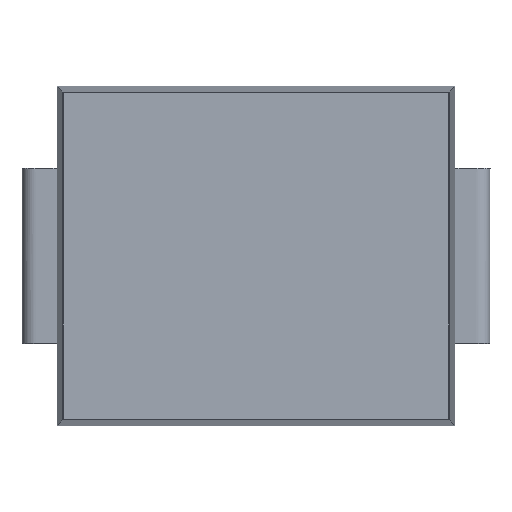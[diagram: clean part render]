
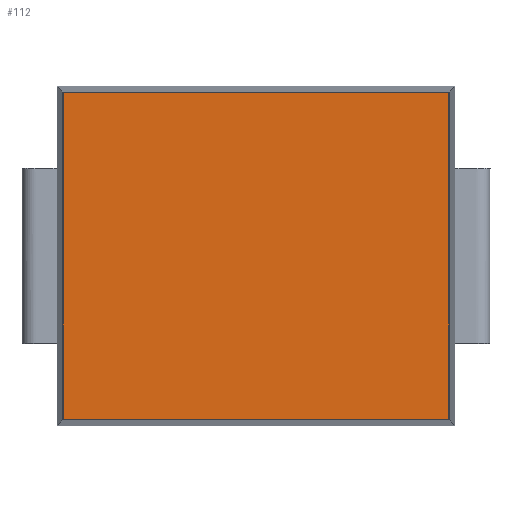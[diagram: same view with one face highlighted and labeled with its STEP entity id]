
A CAD part, top view. The second image highlights one B-rep face of the part: STEP entity #112.
In plain terms, the highlighted free-form (B-spline) face has degree [1, 1] with [2, 2] control points.
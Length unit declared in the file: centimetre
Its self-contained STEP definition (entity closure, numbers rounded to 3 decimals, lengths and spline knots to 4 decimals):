
#112=ADVANCED_FACE('',(#208),#996,.T.);
#208=FACE_OUTER_BOUND('',#304,.T.);
#304=EDGE_LOOP('',(#665,#666,#667,#668));
#665=ORIENTED_EDGE('',*,*,#857,.T.);
#666=ORIENTED_EDGE('',*,*,#858,.T.);
#667=ORIENTED_EDGE('',*,*,#859,.T.);
#668=ORIENTED_EDGE('',*,*,#860,.T.);
#857=EDGE_CURVE('',#965,#966,#1217,.T.);
#858=EDGE_CURVE('',#966,#967,#1218,.T.);
#859=EDGE_CURVE('',#967,#968,#1219,.T.);
#860=EDGE_CURVE('',#968,#965,#1220,.T.);
#965=VERTEX_POINT('',#3866);
#966=VERTEX_POINT('',#3867);
#967=VERTEX_POINT('',#3868);
#968=VERTEX_POINT('',#3869);
#996=B_SPLINE_SURFACE_WITH_KNOTS('',1,1,((#3810,#3811),(#3812,#3813)),.UNSPECIFIED.,
.F.,.F.,.F.,(2,2),(2,2),(0.0913,65.9087),(-55.9087,
-0.0913),.UNSPECIFIED.);
#1217=(
BOUNDED_CURVE()
B_SPLINE_CURVE(3,(#3678,#3679,#3680,#3681),.UNSPECIFIED.,.F.,.F.)
B_SPLINE_CURVE_WITH_KNOTS((4,4),(0.0913,65.9087),.UNSPECIFIED.)
CURVE()
GEOMETRIC_REPRESENTATION_ITEM()
RATIONAL_B_SPLINE_CURVE((1.,1.,1.,1.))
REPRESENTATION_ITEM('')
);
#1218=(
BOUNDED_CURVE()
B_SPLINE_CURVE(3,(#3682,#3683,#3684,#3685),.UNSPECIFIED.,.F.,.F.)
B_SPLINE_CURVE_WITH_KNOTS((4,4),(0.0913,55.9087),.UNSPECIFIED.)
CURVE()
GEOMETRIC_REPRESENTATION_ITEM()
RATIONAL_B_SPLINE_CURVE((1.,1.,1.,1.))
REPRESENTATION_ITEM('')
);
#1219=(
BOUNDED_CURVE()
B_SPLINE_CURVE(3,(#3686,#3687,#3688,#3689),.UNSPECIFIED.,.F.,.F.)
B_SPLINE_CURVE_WITH_KNOTS((4,4),(0.0913,65.9087),.UNSPECIFIED.)
CURVE()
GEOMETRIC_REPRESENTATION_ITEM()
RATIONAL_B_SPLINE_CURVE((1.,1.,1.,1.))
REPRESENTATION_ITEM('')
);
#1220=(
BOUNDED_CURVE()
B_SPLINE_CURVE(3,(#3690,#3691,#3692,#3693),.UNSPECIFIED.,.F.,.F.)
B_SPLINE_CURVE_WITH_KNOTS((4,4),(0.0913,55.9087),.UNSPECIFIED.)
CURVE()
GEOMETRIC_REPRESENTATION_ITEM()
RATIONAL_B_SPLINE_CURVE((1.,1.,1.,1.))
REPRESENTATION_ITEM('')
);
#3678=CARTESIAN_POINT('',(82.5761,87.4196,11.));
#3679=CARTESIAN_POINT('',(60.6369,87.4196,11.));
#3680=CARTESIAN_POINT('',(38.6978,87.4196,11.));
#3681=CARTESIAN_POINT('',(16.7587,87.4196,11.));
#3682=CARTESIAN_POINT('',(16.7587,87.4196,11.));
#3683=CARTESIAN_POINT('',(16.7587,68.8138,11.));
#3684=CARTESIAN_POINT('',(16.7587,50.2081,11.));
#3685=CARTESIAN_POINT('',(16.7587,31.6023,11.));
#3686=CARTESIAN_POINT('',(16.7587,31.6023,11.));
#3687=CARTESIAN_POINT('',(38.6978,31.6023,11.));
#3688=CARTESIAN_POINT('',(60.6369,31.6023,11.));
#3689=CARTESIAN_POINT('',(82.5761,31.6023,11.));
#3690=CARTESIAN_POINT('',(82.5761,31.6023,11.));
#3691=CARTESIAN_POINT('',(82.5761,50.2081,11.));
#3692=CARTESIAN_POINT('',(82.5761,68.8138,11.));
#3693=CARTESIAN_POINT('',(82.5761,87.4196,11.));
#3810=CARTESIAN_POINT('',(16.7587,31.6023,11.));
#3811=CARTESIAN_POINT('',(16.7587,87.4196,11.));
#3812=CARTESIAN_POINT('',(82.5761,31.6023,11.));
#3813=CARTESIAN_POINT('',(82.5761,87.4196,11.));
#3866=CARTESIAN_POINT('',(82.5761,87.4196,11.));
#3867=CARTESIAN_POINT('',(16.7587,87.4196,11.));
#3868=CARTESIAN_POINT('',(16.7587,31.6023,11.));
#3869=CARTESIAN_POINT('',(82.5761,31.6023,11.));
